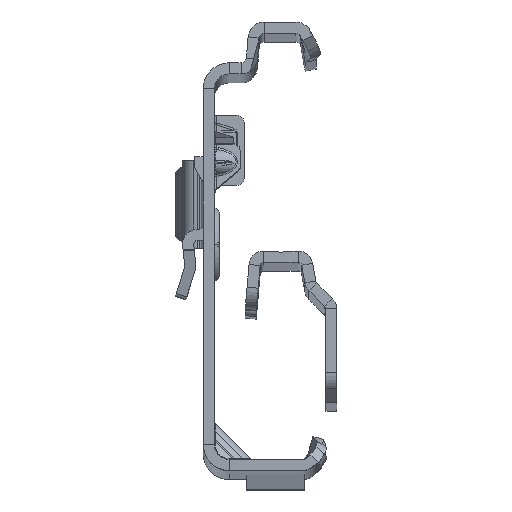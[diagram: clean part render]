
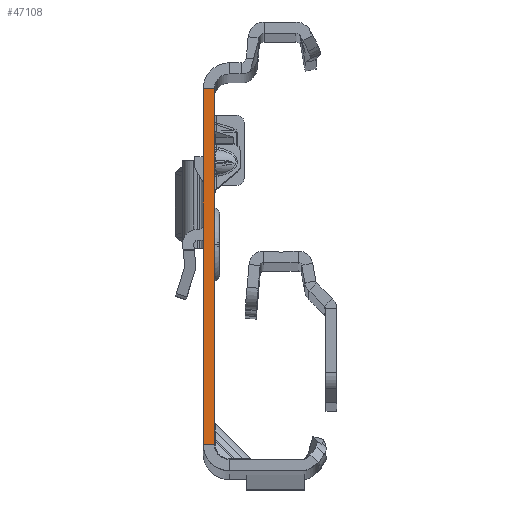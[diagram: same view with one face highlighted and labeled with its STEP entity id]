
A CAD part, top view. The second image highlights one B-rep face of the part: STEP entity #47108.
In plain terms, the highlighted planar face has unit normal (0, 0, 1).
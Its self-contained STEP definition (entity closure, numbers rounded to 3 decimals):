
#373 = PLANE ( 'NONE',  #31935 ) ;
#3008 = VERTEX_POINT ( 'NONE', #25443 ) ;
#3507 = ORIENTED_EDGE ( 'NONE', *, *, #25323, .F. ) ;
#4833 = VECTOR ( 'NONE', #7039, 1000. ) ;
#5056 = ORIENTED_EDGE ( 'NONE', *, *, #29412, .F. ) ;
#7039 = DIRECTION ( 'NONE',  ( 0., -1., 0. ) ) ;
#7582 = LINE ( 'NONE', #28283, #4833 ) ;
#11885 = CARTESIAN_POINT ( 'NONE',  ( 0., -27.865, 0. ) ) ;
#12356 = FACE_OUTER_BOUND ( 'NONE', #38102, .T. ) ;
#12913 = DIRECTION ( 'NONE',  ( 1., 0., 0. ) ) ;
#13480 = CARTESIAN_POINT ( 'NONE',  ( 0., 22.135, 0. ) ) ;
#14579 = VECTOR ( 'NONE', #45833, 1000. ) ;
#15090 = LINE ( 'NONE', #54231, #14579 ) ;
#17880 = CARTESIAN_POINT ( 'NONE',  ( 0., 22.135, 0. ) ) ;
#24255 = VECTOR ( 'NONE', #24777, 1000. ) ;
#24777 = DIRECTION ( 'NONE',  ( 0., -1., 0. ) ) ;
#25323 = EDGE_CURVE ( 'NONE', #36153, #49604, #15090, .T. ) ;
#25443 = CARTESIAN_POINT ( 'NONE',  ( -1.5, 22.135, 0. ) ) ;
#28283 = CARTESIAN_POINT ( 'NONE',  ( -1.5, -27.865, 0. ) ) ;
#28497 = CARTESIAN_POINT ( 'NONE',  ( -1.5, -25.865, 0. ) ) ;
#29412 = EDGE_CURVE ( 'NONE', #35853, #36153, #33168, .T. ) ;
#29934 = LINE ( 'NONE', #17880, #54163 ) ;
#31935 = AXIS2_PLACEMENT_3D ( 'NONE', #34199, #51243, #12913 ) ;
#32344 = EDGE_CURVE ( 'NONE', #3008, #49604, #7582, .T. ) ;
#33168 = LINE ( 'NONE', #11885, #24255 ) ;
#34199 = CARTESIAN_POINT ( 'NONE',  ( -1.5, -27.865, 0. ) ) ;
#34618 = CARTESIAN_POINT ( 'NONE',  ( 0., -25.865, 0. ) ) ;
#35853 = VERTEX_POINT ( 'NONE', #13480 ) ;
#36153 = VERTEX_POINT ( 'NONE', #34618 ) ;
#38102 = EDGE_LOOP ( 'NONE', ( #5056, #45708, #43840, #3507 ) ) ;
#38708 = EDGE_CURVE ( 'NONE', #35853, #3008, #29934, .T. ) ;
#42777 = DIRECTION ( 'NONE',  ( -1., 0., 0. ) ) ;
#43840 = ORIENTED_EDGE ( 'NONE', *, *, #32344, .T. ) ;
#45708 = ORIENTED_EDGE ( 'NONE', *, *, #38708, .T. ) ;
#45833 = DIRECTION ( 'NONE',  ( -1., 0., 0. ) ) ;
#47108 = ADVANCED_FACE ( 'NONE', ( #12356 ), #373, .T. ) ;
#49604 = VERTEX_POINT ( 'NONE', #28497 ) ;
#51243 = DIRECTION ( 'NONE',  ( 0., 0., 1. ) ) ;
#54163 = VECTOR ( 'NONE', #42777, 1000. ) ;
#54231 = CARTESIAN_POINT ( 'NONE',  ( 0., -25.865, 0. ) ) ;
